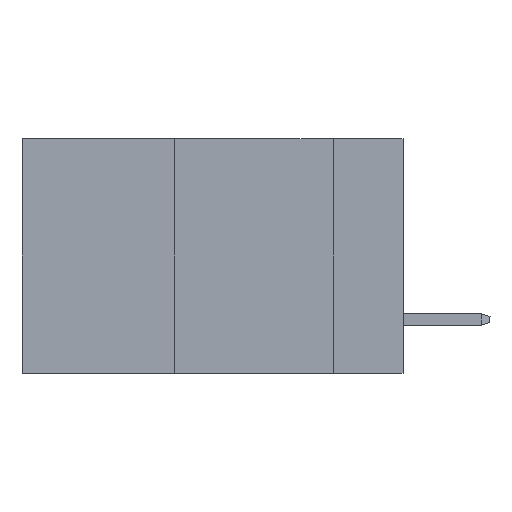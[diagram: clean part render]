
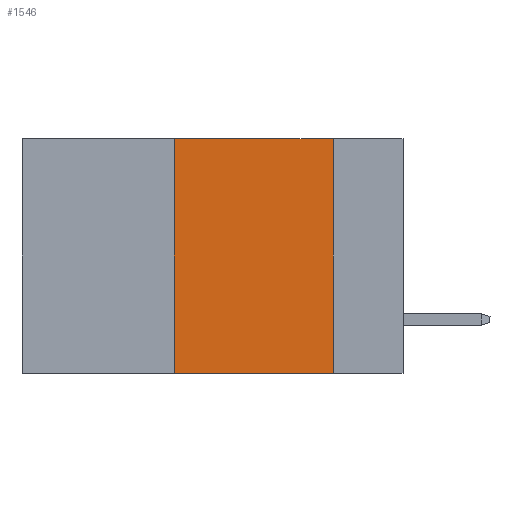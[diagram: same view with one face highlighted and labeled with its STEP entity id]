
A CAD part, left-side view. The second image highlights one B-rep face of the part: STEP entity #1546.
In plain terms, the highlighted planar face has unit normal (-1, 0, 0).
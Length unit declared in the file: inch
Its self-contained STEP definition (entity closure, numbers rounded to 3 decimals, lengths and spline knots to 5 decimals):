
#1078 = CARTESIAN_POINT ( 'NONE',  ( 0., 0.6, 0. ) ) ;
#1274 = VECTOR ( 'NONE', #2523, 39.37008 ) ;
#1546 = ADVANCED_FACE ( 'NONE', ( #13073 ), #9460, .F. ) ;
#1673 = LINE ( 'NONE', #7437, #7710 ) ;
#2450 = ORIENTED_EDGE ( 'NONE', *, *, #12500, .T. ) ;
#2523 = DIRECTION ( 'NONE',  ( 0., -1., 0. ) ) ;
#2536 = EDGE_CURVE ( 'NONE', #13850, #6427, #1673, .T. ) ;
#2578 = DIRECTION ( 'NONE',  ( 0., -1., 0. ) ) ;
#3087 = AXIS2_PLACEMENT_3D ( 'NONE', #1078, #10374, #6916 ) ;
#3113 = EDGE_CURVE ( 'NONE', #11060, #13850, #4431, .T. ) ;
#4095 = EDGE_CURVE ( 'NONE', #6427, #11312, #6753, .T. ) ;
#4431 = LINE ( 'NONE', #11420, #7962 ) ;
#4687 = ORIENTED_EDGE ( 'NONE', *, *, #3113, .F. ) ;
#5493 = DIRECTION ( 'NONE',  ( 0., 0., 1. ) ) ;
#5996 = VECTOR ( 'NONE', #11520, 39.37008 ) ;
#6427 = VERTEX_POINT ( 'NONE', #13796 ) ;
#6753 = LINE ( 'NONE', #13904, #5996 ) ;
#6916 = DIRECTION ( 'NONE',  ( 0., 0., -1. ) ) ;
#7437 = CARTESIAN_POINT ( 'NONE',  ( 0., 0.6, 0. ) ) ;
#7710 = VECTOR ( 'NONE', #2578, 39.37008 ) ;
#7962 = VECTOR ( 'NONE', #5493, 39.37008 ) ;
#9220 = ORIENTED_EDGE ( 'NONE', *, *, #2536, .F. ) ;
#9452 = LINE ( 'NONE', #12836, #1274 ) ;
#9460 = PLANE ( 'NONE',  #3087 ) ;
#10374 = DIRECTION ( 'NONE',  ( 1., 0., 0. ) ) ;
#10633 = ORIENTED_EDGE ( 'NONE', *, *, #4095, .F. ) ;
#11060 = VERTEX_POINT ( 'NONE', #13530 ) ;
#11312 = VERTEX_POINT ( 'NONE', #12488 ) ;
#11369 = EDGE_LOOP ( 'NONE', ( #10633, #9220, #4687, #2450 ) ) ;
#11420 = CARTESIAN_POINT ( 'NONE',  ( 0., 0.36, 0. ) ) ;
#11470 = CARTESIAN_POINT ( 'NONE',  ( 0., 0.36, 0. ) ) ;
#11520 = DIRECTION ( 'NONE',  ( 0., 0., -1. ) ) ;
#12488 = CARTESIAN_POINT ( 'NONE',  ( 0., 0.11, -0.37 ) ) ;
#12500 = EDGE_CURVE ( 'NONE', #11060, #11312, #9452, .T. ) ;
#12836 = CARTESIAN_POINT ( 'NONE',  ( 0., 0.6, -0.37 ) ) ;
#13073 = FACE_OUTER_BOUND ( 'NONE', #11369, .T. ) ;
#13530 = CARTESIAN_POINT ( 'NONE',  ( 0., 0.36, -0.37 ) ) ;
#13796 = CARTESIAN_POINT ( 'NONE',  ( 0., 0.11, 0. ) ) ;
#13850 = VERTEX_POINT ( 'NONE', #11470 ) ;
#13904 = CARTESIAN_POINT ( 'NONE',  ( 0., 0.11, 0. ) ) ;
